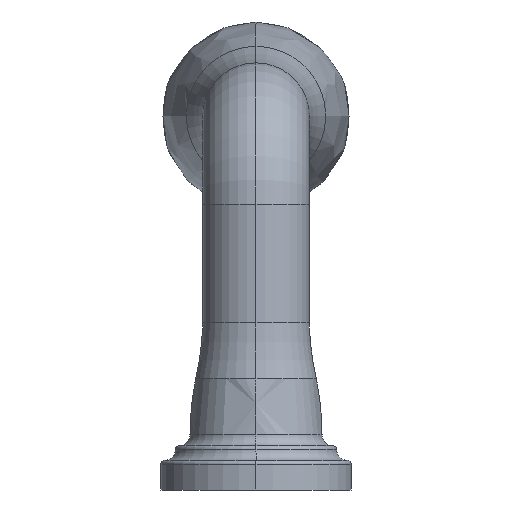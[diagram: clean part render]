
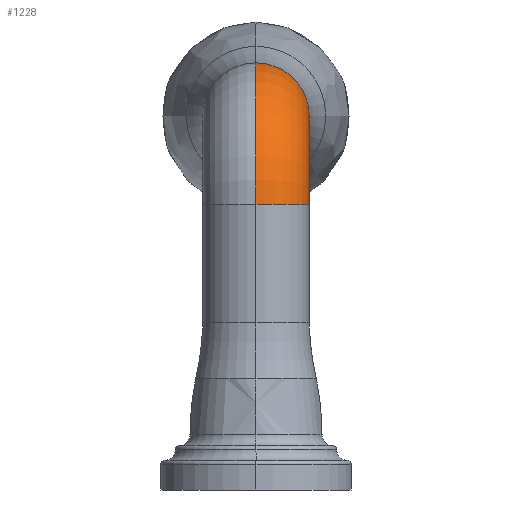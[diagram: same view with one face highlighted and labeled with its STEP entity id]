
A CAD part, left-side view. The second image highlights one B-rep face of the part: STEP entity #1228.
In plain terms, the highlighted toroidal (fillet/blend) face has major radius 5.994 mm and minor radius 3.607 mm.
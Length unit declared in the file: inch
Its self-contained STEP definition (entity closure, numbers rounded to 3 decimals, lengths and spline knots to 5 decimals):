
#2=CARTESIAN_POINT('',(0.236,0.,0.91927));
#3=DIRECTION('',(1.,0.,0.));
#4=DIRECTION('',(0.,0.,1.));
#5=AXIS2_PLACEMENT_3D('',#2,#3,#4);
#7=CARTESIAN_POINT('',(0.,0.,0.68327));
#8=DIRECTION('',(0.,0.,-1.));
#9=DIRECTION('',(1.,0.,0.));
#10=AXIS2_PLACEMENT_3D('',#7,#8,#9);
#12=CARTESIAN_POINT('',(0.236,0.,0.68327));
#13=DIRECTION('',(0.,-1.,0.));
#14=DIRECTION('',(0.,0.,1.));
#15=AXIS2_PLACEMENT_3D('',#12,#13,#14);
#22=CARTESIAN_POINT('',(0.236,0.,0.68327));
#23=DIRECTION('',(0.,1.,0.));
#24=DIRECTION('',(-1.,0.,0.));
#25=AXIS2_PLACEMENT_3D('',#22,#23,#24);
#991=CARTESIAN_POINT('',(0.236,0.,1.06127));
#992=CARTESIAN_POINT('',(-0.142,0.,0.68327));
#993=VERTEX_POINT('',#991);
#994=VERTEX_POINT('',#992);
#995=CARTESIAN_POINT('',(0.236,0.,0.77727));
#996=VERTEX_POINT('',#995);
#997=CARTESIAN_POINT('',(0.142,0.,0.68327));
#998=VERTEX_POINT('',#997);
#1213=CARTESIAN_POINT('',(0.236,0.,0.68327));
#1214=DIRECTION('',(0.,1.,0.));
#1215=DIRECTION('',(0.,0.,1.));
#1216=AXIS2_PLACEMENT_3D('',#1213,#1214,#1215);
#1217=TOROIDAL_SURFACE('',#1216,0.236,0.142);
#1219=ORIENTED_EDGE('',*,*,#1218,.F.);
#1221=ORIENTED_EDGE('',*,*,#1220,.T.);
#1223=ORIENTED_EDGE('',*,*,#1222,.F.);
#1225=ORIENTED_EDGE('',*,*,#1224,.T.);
#1226=EDGE_LOOP('',(#1219,#1221,#1223,#1225));
#1227=FACE_OUTER_BOUND('',#1226,.F.);
#1228=ADVANCED_FACE('',(#1227),#1217,.T.);
#6=CIRCLE('',#5,0.142);
#11=CIRCLE('',#10,0.142);
#16=CIRCLE('',#15,0.378);
#26=CIRCLE('',#25,0.094);
#1218=EDGE_CURVE('',#993,#994,#16,.T.);
#1220=EDGE_CURVE('',#993,#996,#6,.T.);
#1222=EDGE_CURVE('',#998,#996,#26,.T.);
#1224=EDGE_CURVE('',#998,#994,#11,.T.);
